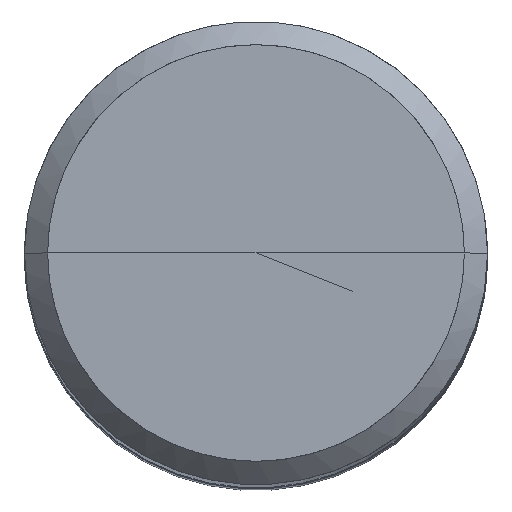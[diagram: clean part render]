
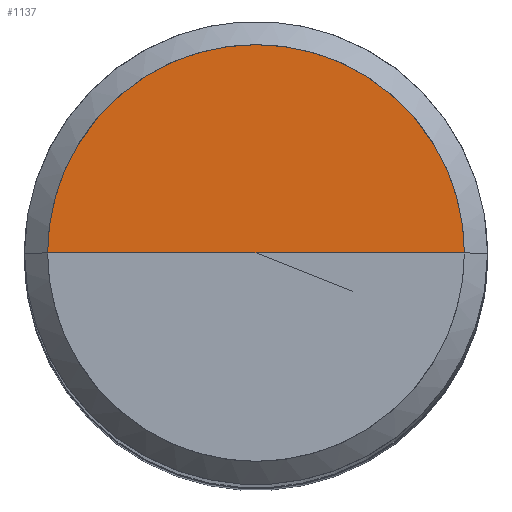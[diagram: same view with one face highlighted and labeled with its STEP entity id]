
A CAD part, top view. The second image highlights one B-rep face of the part: STEP entity #1137.
In plain terms, the highlighted free-form (B-spline) face has degree [1, 2] with [2, 5] control points.
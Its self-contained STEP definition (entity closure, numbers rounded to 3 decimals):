
#848=CARTESIAN_POINT('',(4.5,0.0,49.0));
#849=CARTESIAN_POINT('',(4.5,4.5,49.0));
#850=CARTESIAN_POINT('',(0.0,4.5,49.0));
#851=CARTESIAN_POINT('',(-4.5,4.5,49.0));
#852=CARTESIAN_POINT('',(-4.5,0.0,49.0));
#853=CARTESIAN_POINT('',(0.0,0.0,49.0));
#1122=(
BOUNDED_SURFACE()
B_SPLINE_SURFACE(1,2,(
(#848,#849,#850,#851,#852),
(#853,#853,#853,#853,#853)
), .UNSPECIFIED.,.F.,.F.,.F.)
B_SPLINE_SURFACE_WITH_KNOTS((2,2),(3,2,3),(
0.0,1.0),(
0.0,0.5,1.0), .UNSPECIFIED.)
GEOMETRIC_REPRESENTATION_ITEM()
RATIONAL_B_SPLINE_SURFACE(((1.0,0.707,1.0,0.707,1.0),
(1.0,0.707,1.0,0.707,1.0)
))
REPRESENTATION_ITEM('')
SURFACE()
);
#1123=(
BOUNDED_CURVE()
B_SPLINE_CURVE(2,(#852,#851,#850,#849,#848),.UNSPECIFIED.,.F.,.F.)
B_SPLINE_CURVE_WITH_KNOTS((3,2,3),
(0.0,0.5,1.0),.UNSPECIFIED.)
CURVE()
GEOMETRIC_REPRESENTATION_ITEM()
RATIONAL_B_SPLINE_CURVE((1.0,0.707,1.0,0.707,1.0))
REPRESENTATION_ITEM('')
);
#1124=(
BOUNDED_CURVE()
B_SPLINE_CURVE(1,(#848,#853),.UNSPECIFIED.,.F.,.F.)
B_SPLINE_CURVE_WITH_KNOTS((2,2),
(0.0,1.0),.UNSPECIFIED.)
CURVE()
GEOMETRIC_REPRESENTATION_ITEM()
RATIONAL_B_SPLINE_CURVE((1.0,1.0))
REPRESENTATION_ITEM('')
);
#1125=(
BOUNDED_CURVE()
B_SPLINE_CURVE(1,(#853,#852),.UNSPECIFIED.,.F.,.F.)
B_SPLINE_CURVE_WITH_KNOTS((2,2),
(0.0,1.0),.UNSPECIFIED.)
CURVE()
GEOMETRIC_REPRESENTATION_ITEM()
RATIONAL_B_SPLINE_CURVE((1.0,1.0))
REPRESENTATION_ITEM('')
);
#1126=VERTEX_POINT('',#848);
#1127=VERTEX_POINT('',#852);
#1128=VERTEX_POINT('',#853);
#1129=EDGE_CURVE('',#1127,#1126,#1123,.T.);
#1130=EDGE_CURVE('',#1126,#1128,#1124,.T.);
#1131=EDGE_CURVE('',#1128,#1127,#1125,.T.);
#1132=ORIENTED_EDGE('',*,*,#1129,.T.);
#1133=ORIENTED_EDGE('',*,*,#1130,.T.);
#1134=ORIENTED_EDGE('',*,*,#1131,.T.);
#1135=EDGE_LOOP('',(#1132,#1133,#1134));
#1136=FACE_OUTER_BOUND('',#1135,.T.);
#1137=ADVANCED_FACE('',(#1136),#1122,.T.);
